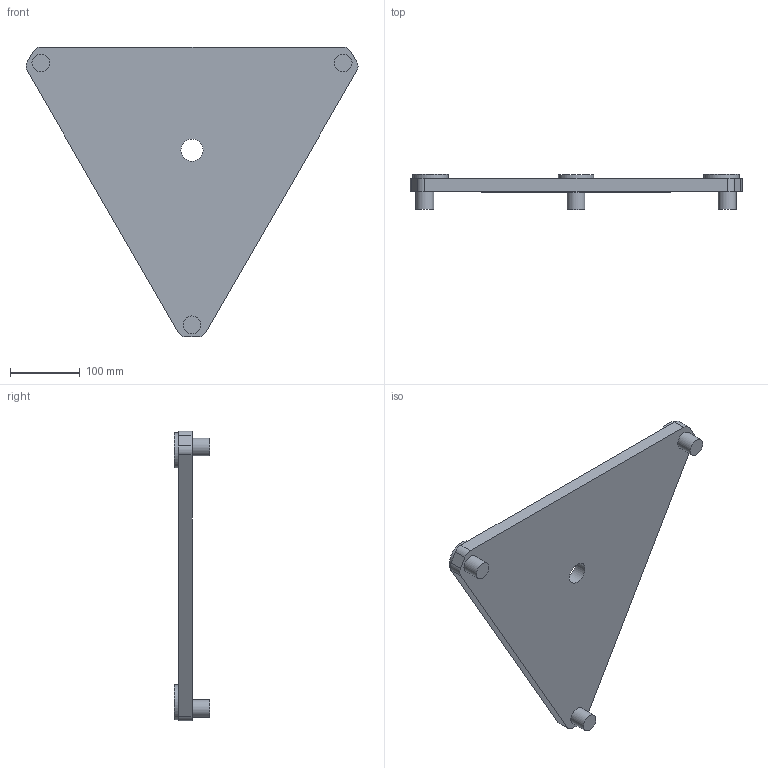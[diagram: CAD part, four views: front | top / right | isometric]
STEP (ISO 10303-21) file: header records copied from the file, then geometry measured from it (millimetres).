
FILE_DESCRIPTION(/* description */ (''),/* implementation_level */ '2;1');
FILE_NAME(/* name */ 'Telescope assembly 16_ v12.step',/* time_stamp */ '2018-08-02T16:13:39-04:00',/* author */ (''),/* organization */ (''),/* preprocessor_version */ 'ST-DEVELOPER v17',/* originating_system */ 'Autodesk Translation Framework v7.1.0.215',/* authorisation */ '');
FILE_SCHEMA (('AUTOMOTIVE_DESIGN { 1 0 10303 214 3 1 1 }'));
Length unit declared in the file: inch
Products named in the file (4): Telescope assembly 16"; Ground Board; Teflon Pads; Dowels
Assembly tree (3 placements, depth 3):
  Telescope assembly 16"
    Ground Board
      Teflon Pads
      Dowels
Bounding box: 477.03 x 50.8 x 416.56 mm (x, y, z)
Volume: 2206917.1 mm3; surface area: 284128 mm2
Topology: 7 solids, 7 shells, 69 faces, 120 edges, 80 vertices
Faces by surface type: plane 35, cylinder 34
Full cylindrical faces by diameter (mm): 3.175 x12, 5.715 x6, 25.4 x6, 31.75 x1, 50.8 x3
Entity records: 1821 total; most frequent: DIRECTION 340, CARTESIAN_POINT 276, ORIENTED_EDGE 240, AXIS2_PLACEMENT_3D 144, EDGE_CURVE 120, EDGE_LOOP 98, VERTEX_POINT 80, FACE_OUTER_BOUND 69
